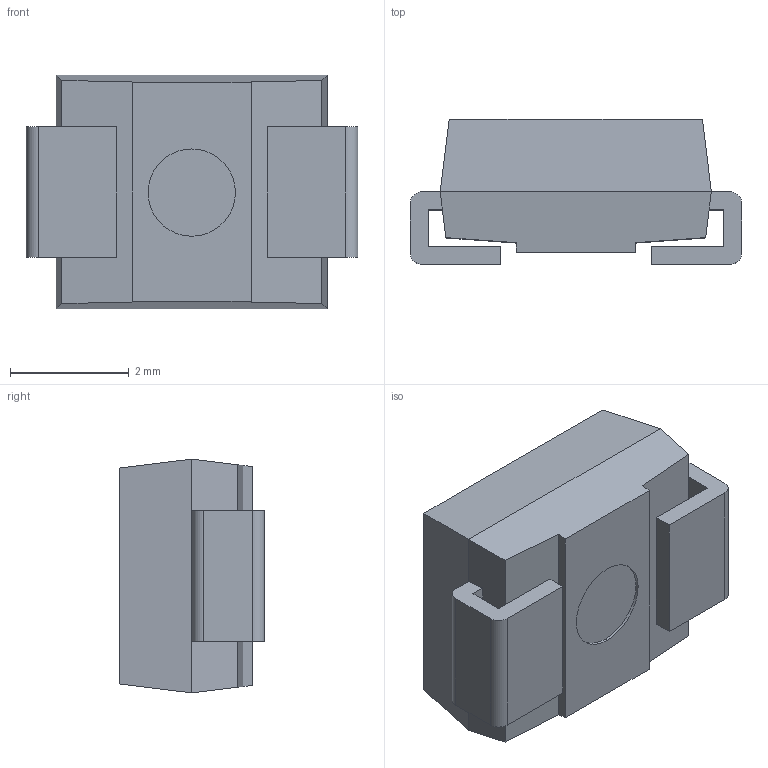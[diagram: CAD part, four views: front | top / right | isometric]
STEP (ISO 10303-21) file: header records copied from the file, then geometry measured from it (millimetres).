
FILE_DESCRIPTION (( 'STEP AP214' ), '1' );
FILE_NAME ('User Library-SMBJ33CAHE3.STEP', '2021-12-14T06:30:09', ( '' ), ( '' ), 'SwSTEP 2.0', 'SolidWorks 2021', '' );
FILE_SCHEMA (( 'AUTOMOTIVE_DESIGN' ));
Length unit declared in the file: millimetre
Products named in the file (1): User Library-SMBJ33CAHE3
Bounding box: 5.59 x 2.45 x 3.94 mm (x, y, z)
Volume: 39.4 mm3; surface area: 93.5 mm2
Topology: 1 solids, 1 shells, 45 faces, 114 edges, 72 vertices
Faces by surface type: plane 39, cylinder 6
Entity records: 1567 total; most frequent: CARTESIAN_POINT 232, ORIENTED_EDGE 228, DIRECTION 218, EDGE_CURVE 114, LINE 102, VECTOR 102, VERTEX_POINT 72, AXIS2_PLACEMENT_3D 58
